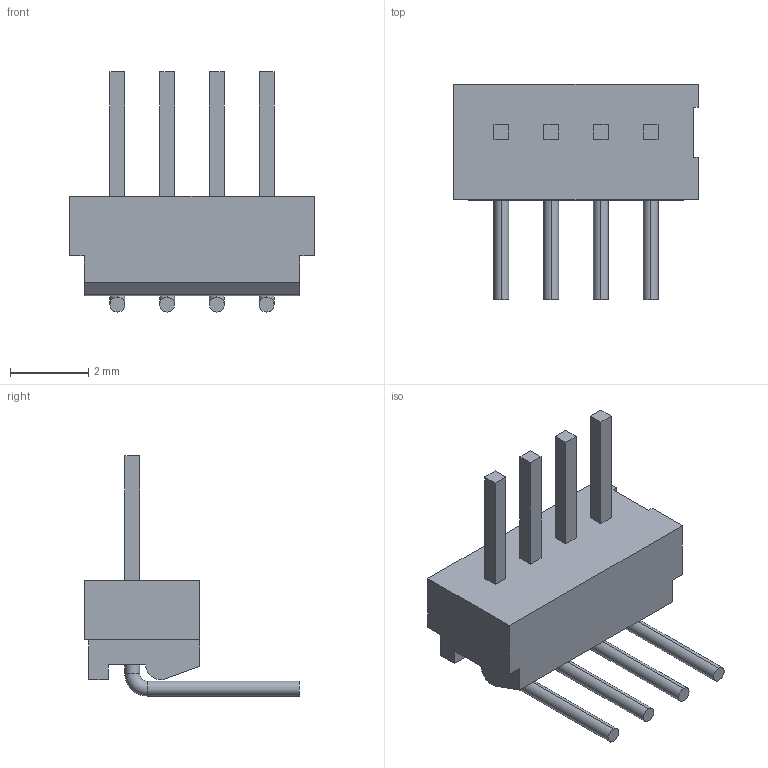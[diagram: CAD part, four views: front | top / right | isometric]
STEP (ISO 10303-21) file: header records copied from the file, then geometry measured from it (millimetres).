
FILE_DESCRIPTION((''),'2;1');
FILE_NAME('C-5-104186-1','2015-10-21T',('workeradm'),('Tyco Electronics Ltd.'),'CREO PARAMETRIC BY PTC INC, 2015200','CREO PARAMETRIC BY PTC INC, 2015200','');
FILE_SCHEMA(('AUTOMOTIVE_DESIGN { 1 0 10303 214 1 1 1 1 }'));
Length unit declared in the file: millimetre
Products named in the file (1): C-5-104186-1
Bounding box: 6.25 x 5.49 x 6.13 mm (x, y, z)
Volume: 44.7 mm3; surface area: 124.4 mm2
Topology: 1 solids, 1 shells, 66 faces, 152 edges, 96 vertices
Faces by surface type: plane 41, cylinder 17, torus 8
Entity records: 1894 total; most frequent: DIRECTION 326, CARTESIAN_POINT 316, ORIENTED_EDGE 304, EDGE_CURVE 152, VECTOR 110, LINE 110, AXIS2_PLACEMENT_3D 108, VERTEX_POINT 96
